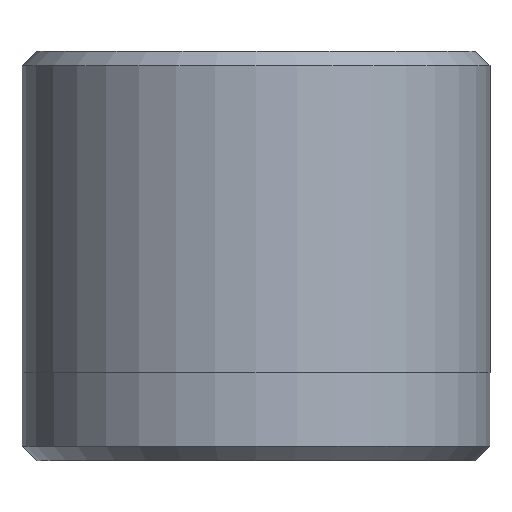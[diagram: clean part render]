
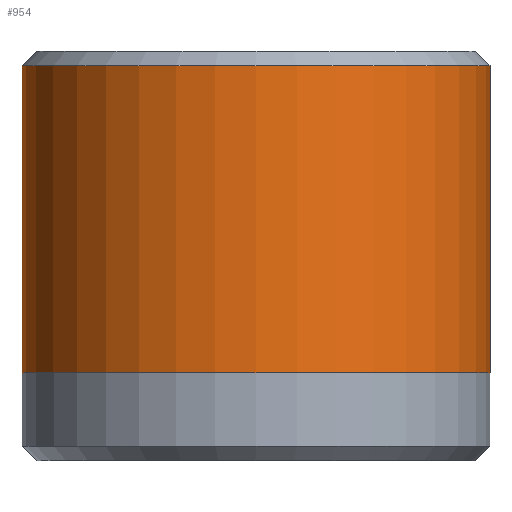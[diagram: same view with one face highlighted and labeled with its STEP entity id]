
A CAD part, front view. The second image highlights one B-rep face of the part: STEP entity #954.
In plain terms, the highlighted cylindrical face has radius 8 mm (diameter 16 mm), a partial arc.
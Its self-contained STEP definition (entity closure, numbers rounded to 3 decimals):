
#31 = DIRECTION ( 'NONE',  ( 0., 0., -1. ) ) ;
#39 = LINE ( 'NONE', #1244, #873 ) ;
#68 = CARTESIAN_POINT ( 'NONE',  ( 0., 0., 14. ) ) ;
#86 = CARTESIAN_POINT ( 'NONE',  ( 8., 0., 3. ) ) ;
#112 = ORIENTED_EDGE ( 'NONE', *, *, #1542, .T. ) ;
#198 = DIRECTION ( 'NONE',  ( -1., 0., 0. ) ) ;
#234 = LINE ( 'NONE', #1361, #781 ) ;
#298 = VERTEX_POINT ( 'NONE', #1262 ) ;
#335 = VERTEX_POINT ( 'NONE', #86 ) ;
#392 = AXIS2_PLACEMENT_3D ( 'NONE', #439, #31, #1364 ) ;
#412 = CYLINDRICAL_SURFACE ( 'NONE', #1091, 8. ) ;
#439 = CARTESIAN_POINT ( 'NONE',  ( 0., 0., 3. ) ) ;
#478 = ORIENTED_EDGE ( 'NONE', *, *, #1459, .T. ) ;
#517 = CARTESIAN_POINT ( 'NONE',  ( -8., 0., 13.5 ) ) ;
#544 = DIRECTION ( 'NONE',  ( 1., 0., 0. ) ) ;
#560 = DIRECTION ( 'NONE',  ( 0., 0., -1. ) ) ;
#610 = VERTEX_POINT ( 'NONE', #1259 ) ;
#631 = VERTEX_POINT ( 'NONE', #517 ) ;
#641 = CARTESIAN_POINT ( 'NONE',  ( 0., 0., 13.5 ) ) ;
#767 = DIRECTION ( 'NONE',  ( 0., 0., -1. ) ) ;
#781 = VECTOR ( 'NONE', #1267, 1000. ) ;
#833 = EDGE_CURVE ( 'NONE', #335, #610, #1066, .T. ) ;
#873 = VECTOR ( 'NONE', #560, 1000. ) ;
#918 = DIRECTION ( 'NONE',  ( 0., 0., -1. ) ) ;
#935 = ORIENTED_EDGE ( 'NONE', *, *, #1529, .F. ) ;
#954 = ADVANCED_FACE ( 'NONE', ( #1338 ), #412, .T. ) ;
#996 = CIRCLE ( 'NONE', #1083, 8. ) ;
#1066 = CIRCLE ( 'NONE', #392, 8. ) ;
#1083 = AXIS2_PLACEMENT_3D ( 'NONE', #641, #767, #544 ) ;
#1091 = AXIS2_PLACEMENT_3D ( 'NONE', #68, #918, #198 ) ;
#1244 = CARTESIAN_POINT ( 'NONE',  ( 8., 0., 14. ) ) ;
#1259 = CARTESIAN_POINT ( 'NONE',  ( -8., 0., 3. ) ) ;
#1262 = CARTESIAN_POINT ( 'NONE',  ( 8., 0., 13.5 ) ) ;
#1267 = DIRECTION ( 'NONE',  ( 0., 0., -1. ) ) ;
#1338 = FACE_OUTER_BOUND ( 'NONE', #1404, .T. ) ;
#1361 = CARTESIAN_POINT ( 'NONE',  ( -8., 0., 14. ) ) ;
#1364 = DIRECTION ( 'NONE',  ( -1., 0., 0. ) ) ;
#1404 = EDGE_LOOP ( 'NONE', ( #935, #478, #112, #1474 ) ) ;
#1459 = EDGE_CURVE ( 'NONE', #298, #631, #996, .T. ) ;
#1474 = ORIENTED_EDGE ( 'NONE', *, *, #833, .F. ) ;
#1529 = EDGE_CURVE ( 'NONE', #298, #335, #39, .T. ) ;
#1542 = EDGE_CURVE ( 'NONE', #631, #610, #234, .T. ) ;
